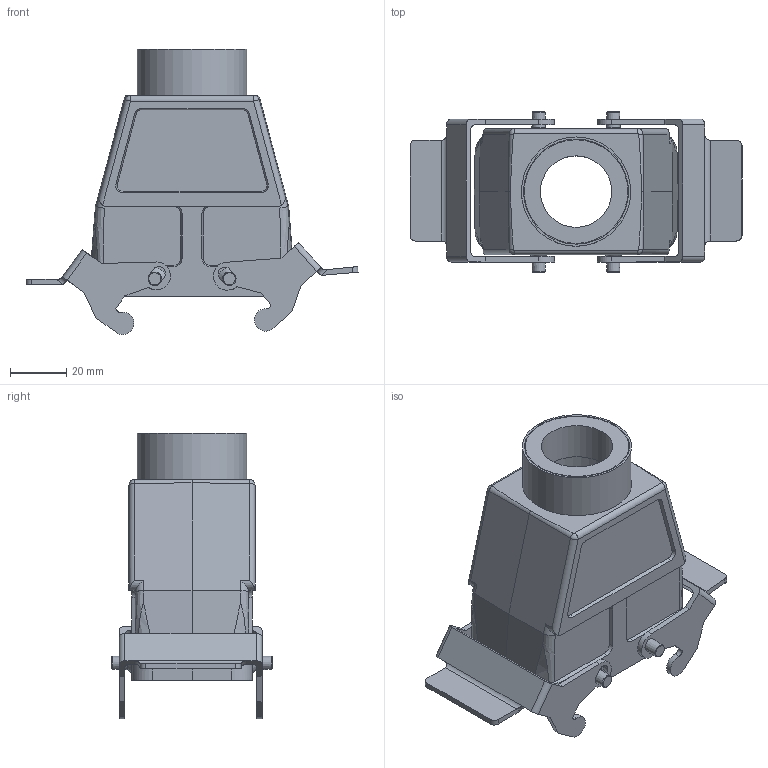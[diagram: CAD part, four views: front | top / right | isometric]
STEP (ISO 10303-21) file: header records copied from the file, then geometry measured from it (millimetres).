
FILE_DESCRIPTION((''),'2;1');
FILE_NAME('04300100464.stp','2020-07-07T14:54:25',('e.eickhoff'),(''),'Autodesk Inventor 2012','Autodesk Inventor 2012','');
FILE_SCHEMA(('AUTOMOTIVE_DESIGN { 1 0 10303 214 1 1 1 1 }'));
Length unit declared in the file: millimetre
Products named in the file (4): 04300100464; M25-PG29 Adapter; Metallbügel Quer
Assembly tree (4 placements, depth 2):
  04300100464
    04300100464
    M25-PG29 Adapter
    Metallbügel Quer  x2
Bounding box: 118.52 x 57.2 x 101.79 mm (x, y, z)
Volume: 77484.4 mm3; surface area: 51120.9 mm2
Topology: 4 solids, 5 shells, 405 faces, 1067 edges, 699 vertices
Faces by surface type: plane 234, cylinder 102, cone 40, bspline 19, sphere 8, torus 2
Full cylindrical faces by diameter (mm): 3 x4, 25.5 x1, 32 x1, 35 x1, 35.6 x1, 37 x1, 37.5 x1, 39 x1
Entity records: 12780 total; most frequent: CARTESIAN_POINT 3768, ORIENTED_EDGE 1782, DIRECTION 1732, EDGE_CURVE 891, VERTEX_POINT 599, AXIS2_PLACEMENT_3D 592, VECTOR 548, LINE 548
